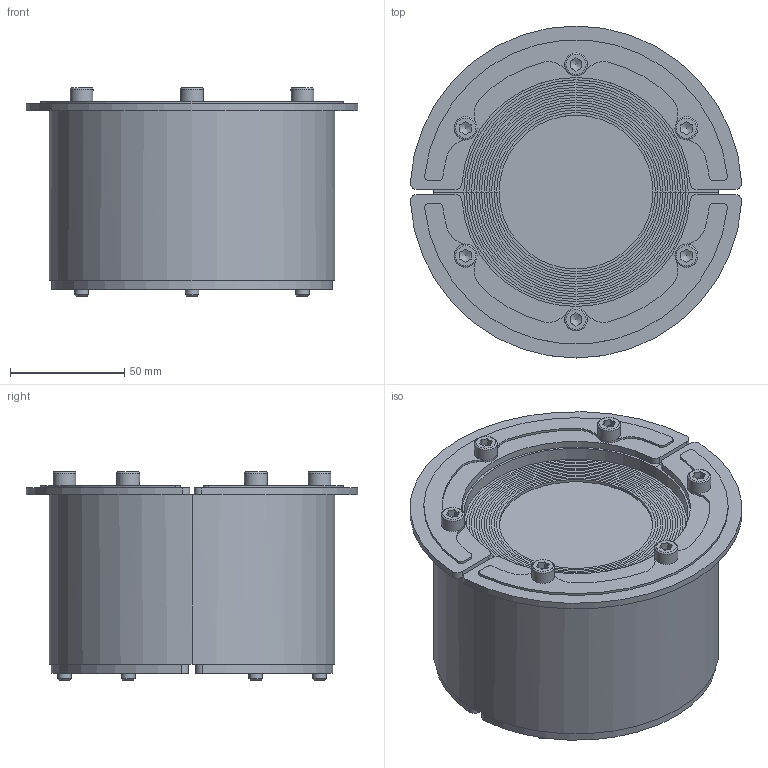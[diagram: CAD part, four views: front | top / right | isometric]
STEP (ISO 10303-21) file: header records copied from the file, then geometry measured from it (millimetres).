
FILE_DESCRIPTION(/* description */ (''),/* implementation_level */ '2;1');
FILE_NAME(/* name */ 'RS 125 AISI316.stp',/* time_stamp */ '2025-08-13T13:41:03+02:00',/* author */ ('se-marfre'),/* organization */ (''),/* preprocessor_version */ 'ST-DEVELOPER v19.2',/* originating_system */ 'Autodesk Inventor 2023',/* authorisation */ '');
FILE_SCHEMA (('CONFIG_CONTROL_DESIGN'));
Length unit declared in the file: millimetre
Products named in the file (1): RS 125 AISI316
Bounding box: 144.76 x 145 x 91 mm (x, y, z)
Volume: 857358.3 mm3; surface area: 74887.1 mm2
Topology: 1 solids, 7 shells, 254 faces, 624 edges, 388 vertices
Faces by surface type: plane 136, cylinder 94, cone 12, torus 12
Full cylindrical faces by diameter (mm): 6 x12, 6.2 x6, 10 x6
Entity records: 7787 total; most frequent: DIRECTION 1384, CARTESIAN_POINT 1345, ORIENTED_EDGE 1236, EDGE_CURVE 618, AXIS2_PLACEMENT_3D 553, VERTEX_POINT 388, CIRCLE 298, LINE 278
